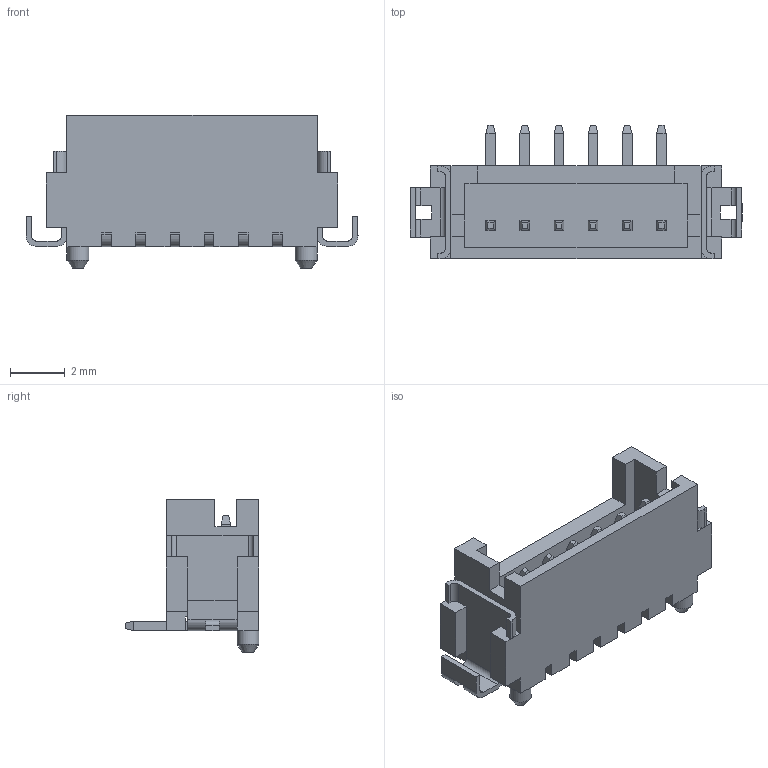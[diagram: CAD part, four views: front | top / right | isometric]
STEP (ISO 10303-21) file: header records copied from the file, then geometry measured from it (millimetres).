
FILE_DESCRIPTION(/* description */ (''),/* implementation_level */ '2;1');
FILE_NAME(/* name */ 'HIROSE_DF13-6P-1.25V(50).stp',/* time_stamp */ '2015-06-02T08:38:10+02:00',/* author */ ('admchouv'),/* organization */ (''),/* preprocessor_version */ 'ST-DEVELOPER v15.5',/* originating_system */ 'AutoCAD Mechanical',/* authorisation */ '');
FILE_SCHEMA (('AUTOMOTIVE_DESIGN { 1 0 10303 214 3 1 1 }'));
Length unit declared in the file: millimetre
Products named in the file (1): Product
Bounding box: 12.15 x 4.9 x 5.6 mm (x, y, z)
Volume: 91.5 mm3; surface area: 377 mm2
Topology: 15 solids, 15 shells, 356 faces, 912 edges, 582 vertices
Faces by surface type: plane 316, cylinder 38, cone 2
Full cylindrical faces by diameter (mm): 0.8 x2
Entity records: 10535 total; most frequent: CARTESIAN_POINT 1843, ORIENTED_EDGE 1820, DIRECTION 1700, EDGE_CURVE 906, LINE 826, VECTOR 826, VERTEX_POINT 580, AXIS2_PLACEMENT_3D 437
